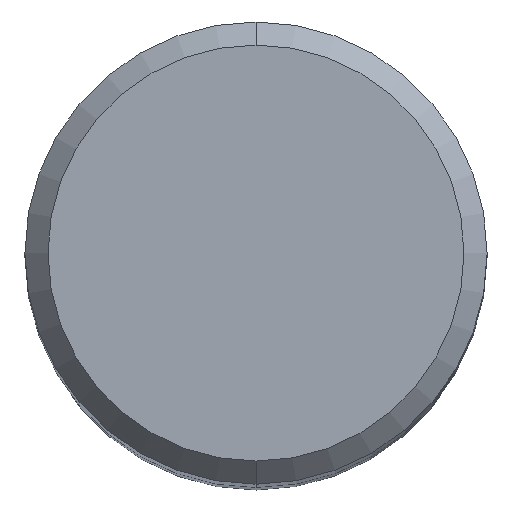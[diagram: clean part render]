
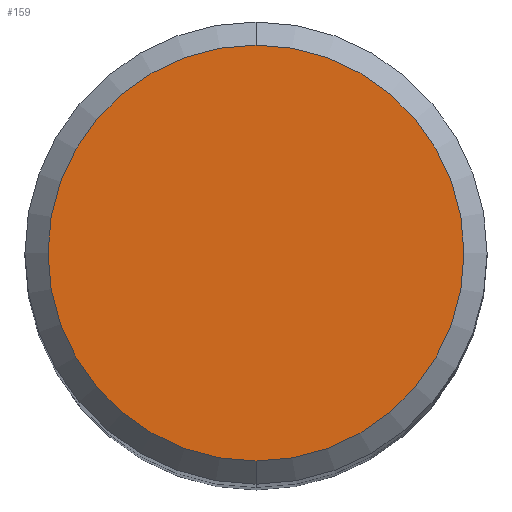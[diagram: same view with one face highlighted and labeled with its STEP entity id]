
A CAD part, top view. The second image highlights one B-rep face of the part: STEP entity #159.
In plain terms, the highlighted planar face has unit normal (0, 0, 1).
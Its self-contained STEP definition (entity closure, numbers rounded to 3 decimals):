
#123=EDGE_CURVE('',#133,#177,#277,.T.);
#133=VERTEX_POINT('',#288);
#159=ADVANCED_FACE('',(#318),#319,.T.);
#177=VERTEX_POINT('',#338);
#195=EDGE_CURVE('',#177,#133,#357,.T.);
#277=CIRCLE('',#442,4.5);
#288=CARTESIAN_POINT('',(0.0,4.5,0.0));
#318=FACE_OUTER_BOUND('',#492,.T.);
#319=PLANE('',#493);
#338=CARTESIAN_POINT('',(0.,-4.5,0.0));
#357=CIRCLE('',#547,4.5);
#442=AXIS2_PLACEMENT_3D('',#635,#636,#637);
#492=EDGE_LOOP('',(#689,#690));
#493=AXIS2_PLACEMENT_3D('',#691,#692,#693);
#547=AXIS2_PLACEMENT_3D('',#731,#732,#733);
#635=CARTESIAN_POINT('',(0.0,0.0,0.0));
#636=DIRECTION('',(0.0,0.0,-1.0));
#637=DIRECTION('',(0.0,1.0,0.0));
#689=ORIENTED_EDGE('',*,*,#123,.F.);
#690=ORIENTED_EDGE('',*,*,#195,.F.);
#691=CARTESIAN_POINT('',(0.0,2.25,0.0));
#692=DIRECTION('',(-0.0,0.0,1.0));
#693=DIRECTION('',(0.0,-1.0,0.0));
#731=CARTESIAN_POINT('',(0.0,0.0,0.0));
#732=DIRECTION('',(0.0,0.0,-1.0));
#733=DIRECTION('',(0.0,1.0,0.0));
